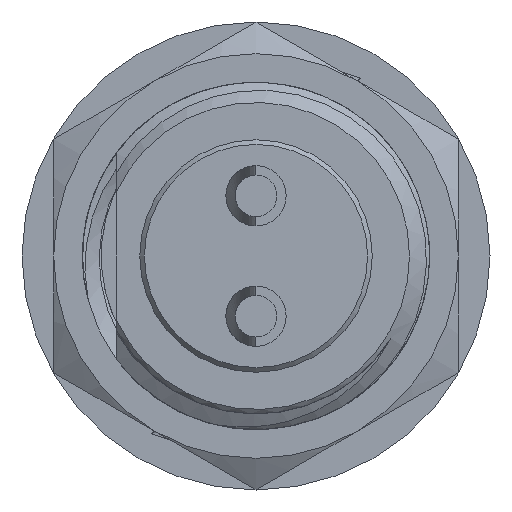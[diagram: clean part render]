
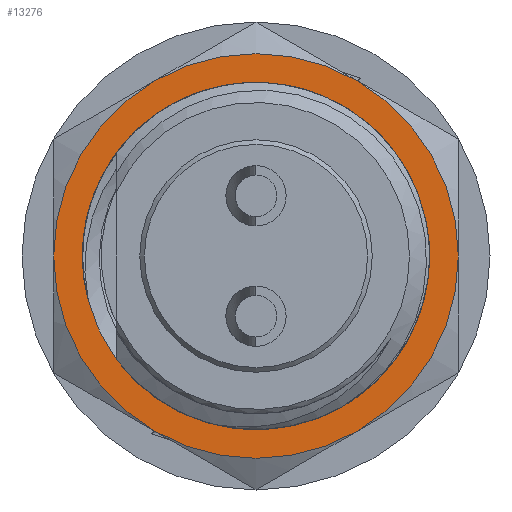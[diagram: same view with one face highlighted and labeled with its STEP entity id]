
A CAD part, left-side view. The second image highlights one B-rep face of the part: STEP entity #13276.
In plain terms, the highlighted planar face has unit normal (-1, 0, 0).
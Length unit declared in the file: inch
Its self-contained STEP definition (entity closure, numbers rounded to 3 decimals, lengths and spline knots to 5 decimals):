
#8 = CARTESIAN_POINT ( 'NONE',  ( 0.07912, 0., 0. ) ) ;
#23 = CARTESIAN_POINT ( 'NONE',  ( 0.07912, 0.10925, -0.18923 ) ) ;
#40 = VERTEX_POINT ( 'NONE', #2192 ) ;
#152 = DIRECTION ( 'NONE',  ( -1., 0., 0. ) ) ;
#670 = CARTESIAN_POINT ( 'NONE',  ( 0.07912, 0., 0. ) ) ;
#801 = FACE_OUTER_BOUND ( 'NONE', #7643, .T. ) ;
#972 = ORIENTED_EDGE ( 'NONE', *, *, #11520, .T. ) ;
#1321 = VERTEX_POINT ( 'NONE', #5509 ) ;
#1483 = CARTESIAN_POINT ( 'NONE',  ( 0.07912, -0.10925, -0.18923 ) ) ;
#1800 = CIRCLE ( 'NONE', #12920, 0.1875 ) ;
#2192 = CARTESIAN_POINT ( 'NONE',  ( 0.07912, -0.10925, 0.18923 ) ) ;
#2938 = EDGE_CURVE ( 'NONE', #14060, #10748, #9837, .T. ) ;
#2982 = CIRCLE ( 'NONE', #4570, 0.2185 ) ;
#3025 = EDGE_CURVE ( 'NONE', #40, #1321, #3238, .T. ) ;
#3060 = DIRECTION ( 'NONE',  ( 1., 0., 0. ) ) ;
#3238 = CIRCLE ( 'NONE', #3461, 0.2185 ) ;
#3372 = DIRECTION ( 'NONE',  ( 1., 0., 0. ) ) ;
#3373 = DIRECTION ( 'NONE',  ( -1., 0., 0. ) ) ;
#3390 = AXIS2_PLACEMENT_3D ( 'NONE', #6266, #8705, #13216 ) ;
#3418 = VERTEX_POINT ( 'NONE', #11285 ) ;
#3461 = AXIS2_PLACEMENT_3D ( 'NONE', #8, #152, #3515 ) ;
#3515 = DIRECTION ( 'NONE',  ( 0., 0.5, -0.866 ) ) ;
#3695 = AXIS2_PLACEMENT_3D ( 'NONE', #7025, #4633, #8120 ) ;
#3793 = AXIS2_PLACEMENT_3D ( 'NONE', #9195, #11567, #11513 ) ;
#4009 = EDGE_CURVE ( 'NONE', #7868, #7317, #12090, .T. ) ;
#4157 = CIRCLE ( 'NONE', #3390, 0.2185 ) ;
#4177 = CARTESIAN_POINT ( 'NONE',  ( 0.07912, 0.2185, 0. ) ) ;
#4570 = AXIS2_PLACEMENT_3D ( 'NONE', #5087, #7386, #5138 ) ;
#4576 = PLANE ( 'NONE',  #3695 ) ;
#4633 = DIRECTION ( 'NONE',  ( 1., 0., 0. ) ) ;
#5087 = CARTESIAN_POINT ( 'NONE',  ( 0.07912, 0., 0. ) ) ;
#5138 = DIRECTION ( 'NONE',  ( 0., 0.5, -0.866 ) ) ;
#5399 = AXIS2_PLACEMENT_3D ( 'NONE', #10403, #3373, #6641 ) ;
#5509 = CARTESIAN_POINT ( 'NONE',  ( 0.07912, 0.10925, 0.18923 ) ) ;
#6266 = CARTESIAN_POINT ( 'NONE',  ( 0.07912, 0., 0. ) ) ;
#6641 = DIRECTION ( 'NONE',  ( 0., 0.5, -0.866 ) ) ;
#6692 = CARTESIAN_POINT ( 'NONE',  ( 0.07912, 0., 0. ) ) ;
#6744 = DIRECTION ( 'NONE',  ( 0., 0.5, -0.866 ) ) ;
#6765 = EDGE_CURVE ( 'NONE', #12974, #3418, #10069, .T. ) ;
#7025 = CARTESIAN_POINT ( 'NONE',  ( 0.07912, 0., 0.2523 ) ) ;
#7317 = VERTEX_POINT ( 'NONE', #4177 ) ;
#7386 = DIRECTION ( 'NONE',  ( -1., 0., 0. ) ) ;
#7643 = EDGE_LOOP ( 'NONE', ( #12009, #10947, #11813, #8897, #8368, #972 ) ) ;
#7868 = VERTEX_POINT ( 'NONE', #23 ) ;
#8120 = DIRECTION ( 'NONE',  ( 0., 0.5, -0.866 ) ) ;
#8368 = ORIENTED_EDGE ( 'NONE', *, *, #3025, .T. ) ;
#8678 = CIRCLE ( 'NONE', #3793, 0.2185 ) ;
#8705 = DIRECTION ( 'NONE',  ( -1., 0., 0. ) ) ;
#8812 = CARTESIAN_POINT ( 'NONE',  ( 0.07912, 0., 0. ) ) ;
#8859 = DIRECTION ( 'NONE',  ( 0., 0.5, -0.866 ) ) ;
#8897 = ORIENTED_EDGE ( 'NONE', *, *, #11222, .T. ) ;
#9051 = CARTESIAN_POINT ( 'NONE',  ( 0.07912, 0.18111, -0.04853 ) ) ;
#9156 = ORIENTED_EDGE ( 'NONE', *, *, #6765, .T. ) ;
#9195 = CARTESIAN_POINT ( 'NONE',  ( 0.07912, 0., 0. ) ) ;
#9837 = CIRCLE ( 'NONE', #5399, 0.2185 ) ;
#10069 = CIRCLE ( 'NONE', #12966, 0.1875 ) ;
#10403 = CARTESIAN_POINT ( 'NONE',  ( 0.07912, 0., 0. ) ) ;
#10636 = FACE_BOUND ( 'NONE', #10938, .T. ) ;
#10748 = VERTEX_POINT ( 'NONE', #11313 ) ;
#10938 = EDGE_LOOP ( 'NONE', ( #9156, #14529 ) ) ;
#10947 = ORIENTED_EDGE ( 'NONE', *, *, #11374, .T. ) ;
#11168 = DIRECTION ( 'NONE',  ( 0., 0.5, -0.866 ) ) ;
#11222 = EDGE_CURVE ( 'NONE', #10748, #40, #4157, .T. ) ;
#11285 = CARTESIAN_POINT ( 'NONE',  ( 0.07912, 0.16238, 0.09375 ) ) ;
#11313 = CARTESIAN_POINT ( 'NONE',  ( 0.07912, -0.2185, 0. ) ) ;
#11314 = AXIS2_PLACEMENT_3D ( 'NONE', #8812, #3060, #11168 ) ;
#11374 = EDGE_CURVE ( 'NONE', #7868, #14060, #8678, .T. ) ;
#11513 = DIRECTION ( 'NONE',  ( 0., 0.5, -0.866 ) ) ;
#11520 = EDGE_CURVE ( 'NONE', #1321, #7317, #2982, .T. ) ;
#11567 = DIRECTION ( 'NONE',  ( -1., 0., 0. ) ) ;
#11813 = ORIENTED_EDGE ( 'NONE', *, *, #2938, .T. ) ;
#12009 = ORIENTED_EDGE ( 'NONE', *, *, #4009, .F. ) ;
#12090 = CIRCLE ( 'NONE', #11314, 0.2185 ) ;
#12406 = DIRECTION ( 'NONE',  ( 1., 0., 0. ) ) ;
#12920 = AXIS2_PLACEMENT_3D ( 'NONE', #670, #12406, #8859 ) ;
#12966 = AXIS2_PLACEMENT_3D ( 'NONE', #6692, #3372, #6744 ) ;
#12974 = VERTEX_POINT ( 'NONE', #9051 ) ;
#13216 = DIRECTION ( 'NONE',  ( 0., 0.5, -0.866 ) ) ;
#13276 = ADVANCED_FACE ( 'NONE', ( #801, #10636 ), #4576, .F. ) ;
#14060 = VERTEX_POINT ( 'NONE', #1483 ) ;
#14529 = ORIENTED_EDGE ( 'NONE', *, *, #15027, .T. ) ;
#15027 = EDGE_CURVE ( 'NONE', #3418, #12974, #1800, .T. ) ;
